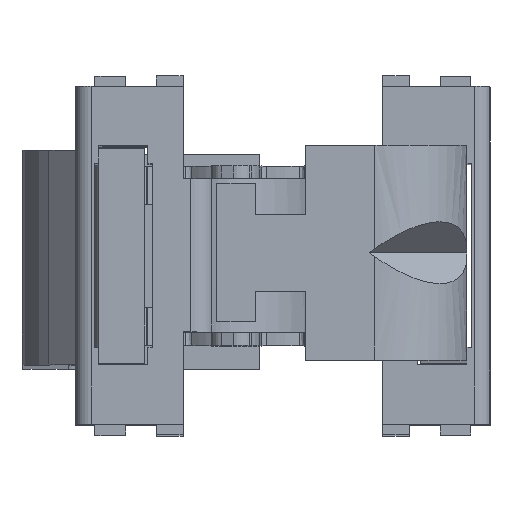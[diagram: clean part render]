
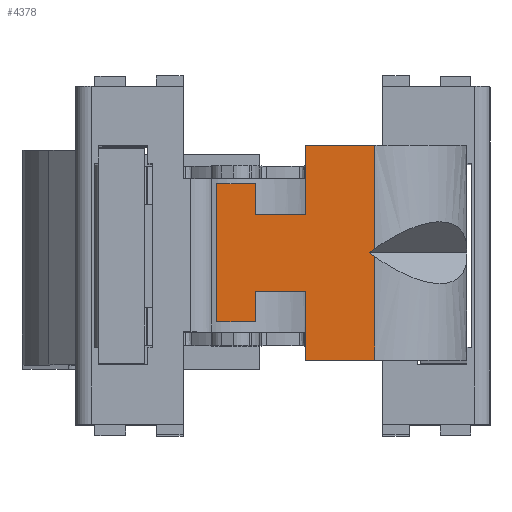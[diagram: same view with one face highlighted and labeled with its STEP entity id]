
A CAD part, top view. The second image highlights one B-rep face of the part: STEP entity #4378.
In plain terms, the highlighted free-form (B-spline) face has degree [1, 1] with [2, 2] control points.
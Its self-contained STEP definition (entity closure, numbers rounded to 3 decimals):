
#2568=CARTESIAN_POINT('',(5.9,-0.257,125.));
#2569=VERTEX_POINT('',#2568);
#2590=CARTESIAN_POINT('',(5.536,0.,125.));
#2591=VERTEX_POINT('',#2590);
#2597=CARTESIAN_POINT('',(5.9,-0.257,125.));
#2598=CARTESIAN_POINT('',(5.536,0.,125.));
#2599=QUASI_UNIFORM_CURVE('',1,(#2597,#2598),.UNSPECIFIED.,.F.,.U.);
#2600=EDGE_CURVE('',#2569,#2591,#2599,.T.);
#2610=CARTESIAN_POINT('',(5.9,0.257,125.));
#2611=VERTEX_POINT('',#2610);
#2612=CARTESIAN_POINT('',(5.9,0.257,125.));
#2613=CARTESIAN_POINT('',(5.536,0.,125.));
#2614=QUASI_UNIFORM_CURVE('',1,(#2612,#2613),.UNSPECIFIED.,.F.,.U.);
#2615=EDGE_CURVE('',#2611,#2591,#2614,.T.);
#2722=CARTESIAN_POINT('',(-1.9,4.5,125.));
#2723=VERTEX_POINT('',#2722);
#2724=CARTESIAN_POINT('',(-4.4,4.5,125.));
#2725=VERTEX_POINT('',#2724);
#2726=CARTESIAN_POINT('',(-1.9,4.5,125.));
#2727=CARTESIAN_POINT('',(-4.4,4.5,125.));
#2728=QUASI_UNIFORM_CURVE('',1,(#2726,#2727),.UNSPECIFIED.,.F.,.U.);
#2729=EDGE_CURVE('',#2723,#2725,#2728,.T.);
#2758=CARTESIAN_POINT('',(-1.9,2.5,125.));
#2759=VERTEX_POINT('',#2758);
#2760=CARTESIAN_POINT('',(-1.9,2.5,125.));
#2761=CARTESIAN_POINT('',(-1.9,4.5,125.));
#2762=QUASI_UNIFORM_CURVE('',1,(#2760,#2761),.UNSPECIFIED.,.F.,.U.);
#2763=EDGE_CURVE('',#2759,#2723,#2762,.T.);
#2786=CARTESIAN_POINT('',(1.4,2.5,125.));
#2787=VERTEX_POINT('',#2786);
#2788=CARTESIAN_POINT('',(1.4,2.5,125.));
#2789=CARTESIAN_POINT('',(-1.9,2.5,125.));
#2790=QUASI_UNIFORM_CURVE('',1,(#2788,#2789),.UNSPECIFIED.,.F.,.U.);
#2791=EDGE_CURVE('',#2787,#2759,#2790,.T.);
#2814=CARTESIAN_POINT('',(1.4,7.,125.));
#2815=VERTEX_POINT('',#2814);
#2816=CARTESIAN_POINT('',(1.4,7.,125.));
#2817=CARTESIAN_POINT('',(1.4,2.5,125.));
#2818=QUASI_UNIFORM_CURVE('',1,(#2816,#2817),.UNSPECIFIED.,.F.,.U.);
#2819=EDGE_CURVE('',#2815,#2787,#2818,.T.);
#2842=CARTESIAN_POINT('',(-1.9,-4.5,125.));
#2843=VERTEX_POINT('',#2842);
#2844=CARTESIAN_POINT('',(-4.4,-4.5,125.));
#2845=VERTEX_POINT('',#2844);
#2846=CARTESIAN_POINT('',(-1.9,-4.5,125.));
#2847=CARTESIAN_POINT('',(-4.4,-4.5,125.));
#2848=QUASI_UNIFORM_CURVE('',1,(#2846,#2847),.UNSPECIFIED.,.F.,.U.);
#2849=EDGE_CURVE('',#2843,#2845,#2848,.T.);
#2878=CARTESIAN_POINT('',(-1.9,-2.5,125.));
#2879=VERTEX_POINT('',#2878);
#2880=CARTESIAN_POINT('',(-1.9,-2.5,125.));
#2881=CARTESIAN_POINT('',(-1.9,-4.5,125.));
#2882=QUASI_UNIFORM_CURVE('',1,(#2880,#2881),.UNSPECIFIED.,.F.,.U.);
#2883=EDGE_CURVE('',#2879,#2843,#2882,.T.);
#2906=CARTESIAN_POINT('',(1.4,-2.5,125.));
#2907=VERTEX_POINT('',#2906);
#2908=CARTESIAN_POINT('',(1.4,-2.5,125.));
#2909=CARTESIAN_POINT('',(-1.9,-2.5,125.));
#2910=QUASI_UNIFORM_CURVE('',1,(#2908,#2909),.UNSPECIFIED.,.F.,.U.);
#2911=EDGE_CURVE('',#2907,#2879,#2910,.T.);
#2934=CARTESIAN_POINT('',(1.4,-7.,125.));
#2935=VERTEX_POINT('',#2934);
#2936=CARTESIAN_POINT('',(1.4,-7.,125.));
#2937=CARTESIAN_POINT('',(1.4,-2.5,125.));
#2938=QUASI_UNIFORM_CURVE('',1,(#2936,#2937),.UNSPECIFIED.,.F.,.U.);
#2939=EDGE_CURVE('',#2935,#2907,#2938,.T.);
#4142=CARTESIAN_POINT('',(5.9,7.,125.));
#4143=VERTEX_POINT('',#4142);
#4157=CARTESIAN_POINT('',(5.9,7.,125.));
#4158=CARTESIAN_POINT('',(5.9,0.257,125.));
#4159=QUASI_UNIFORM_CURVE('',1,(#4157,#4158),.UNSPECIFIED.,.F.,.U.);
#4160=EDGE_CURVE('',#4143,#2611,#4159,.T.);
#4230=CARTESIAN_POINT('',(5.9,-7.,125.));
#4231=VERTEX_POINT('',#4230);
#4245=CARTESIAN_POINT('',(5.9,-7.,125.));
#4246=CARTESIAN_POINT('',(1.4,-7.,125.));
#4247=QUASI_UNIFORM_CURVE('',1,(#4245,#4246),.UNSPECIFIED.,.F.,.U.);
#4248=EDGE_CURVE('',#4231,#2935,#4247,.T.);
#4333=CARTESIAN_POINT('',(-4.4,4.5,125.));
#4334=CARTESIAN_POINT('',(-4.4,-4.5,125.));
#4335=QUASI_UNIFORM_CURVE('',1,(#4333,#4334),.UNSPECIFIED.,.F.,.U.);
#4336=EDGE_CURVE('',#2725,#2845,#4335,.T.);
#4348=CARTESIAN_POINT('',(-4.914,-7.699,125.));
#4349=CARTESIAN_POINT('',(6.414,-7.699,125.));
#4350=CARTESIAN_POINT('',(-4.914,7.699,125.));
#4351=CARTESIAN_POINT('',(6.414,7.699,125.));
#4352=B_SPLINE_SURFACE_WITH_KNOTS('',1,1,((#4348,#4350),(#4349,#4351)),.UNSPECIFIED.,.F.,.F.,.U.,(2,2),(2,2),(0.0,11.329),(0.0,15.399),.UNSPECIFIED.);
#4353=ORIENTED_EDGE('',*,*,#2615,.F.);
#4354=ORIENTED_EDGE('',*,*,#4160,.F.);
#4355=CARTESIAN_POINT('',(5.9,7.,125.));
#4356=CARTESIAN_POINT('',(1.4,7.,125.));
#4357=QUASI_UNIFORM_CURVE('',1,(#4355,#4356),.UNSPECIFIED.,.F.,.U.);
#4358=EDGE_CURVE('',#4143,#2815,#4357,.T.);
#4359=ORIENTED_EDGE('',*,*,#4358,.T.);
#4360=ORIENTED_EDGE('',*,*,#2819,.T.);
#4361=ORIENTED_EDGE('',*,*,#2791,.T.);
#4362=ORIENTED_EDGE('',*,*,#2763,.T.);
#4363=ORIENTED_EDGE('',*,*,#2729,.T.);
#4364=ORIENTED_EDGE('',*,*,#4336,.T.);
#4365=ORIENTED_EDGE('',*,*,#2849,.F.);
#4366=ORIENTED_EDGE('',*,*,#2883,.F.);
#4367=ORIENTED_EDGE('',*,*,#2911,.F.);
#4368=ORIENTED_EDGE('',*,*,#2939,.F.);
#4369=ORIENTED_EDGE('',*,*,#4248,.F.);
#4370=CARTESIAN_POINT('',(5.9,-0.257,125.));
#4371=CARTESIAN_POINT('',(5.9,-7.,125.));
#4372=QUASI_UNIFORM_CURVE('',1,(#4370,#4371),.UNSPECIFIED.,.F.,.U.);
#4373=EDGE_CURVE('',#2569,#4231,#4372,.T.);
#4374=ORIENTED_EDGE('',*,*,#4373,.F.);
#4375=ORIENTED_EDGE('',*,*,#2600,.T.);
#4376=EDGE_LOOP('',(#4353,#4354,#4359,#4360,#4361,#4362,#4363,#4364,#4365,#4366,#4367,#4368,#4369,#4374,#4375));
#4377=FACE_OUTER_BOUND('',#4376,.T.);
#4378=ADVANCED_FACE('',(#4377),#4352,.T.);
